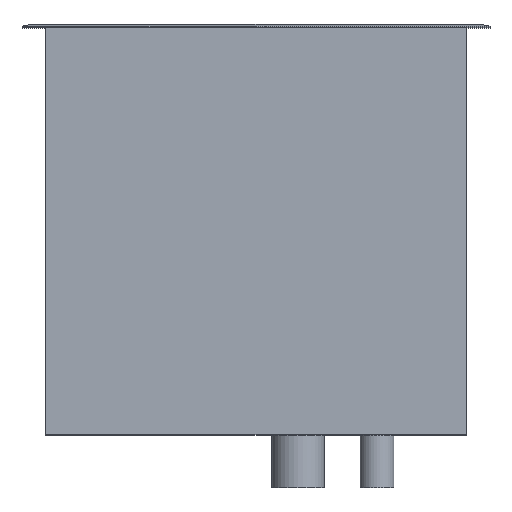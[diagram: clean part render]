
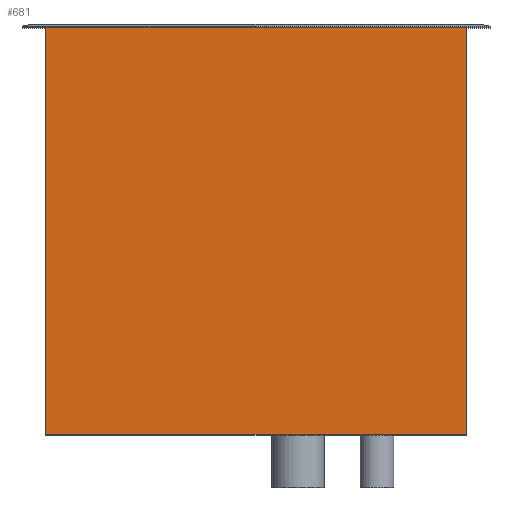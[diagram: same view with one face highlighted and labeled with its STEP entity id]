
A CAD part, top view. The second image highlights one B-rep face of the part: STEP entity #681.
In plain terms, the highlighted planar face has unit normal (0, 0, 1).
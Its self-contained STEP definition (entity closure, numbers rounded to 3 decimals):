
#55=FACE_OUTER_BOUND('',#101,.T.);
#101=EDGE_LOOP('',(#521,#522,#523,#524));
#158=LINE('',#1039,#240);
#164=LINE('',#1052,#246);
#169=LINE('',#1061,#251);
#170=LINE('',#1063,#252);
#240=VECTOR('',#841,10.);
#246=VECTOR('',#855,10.);
#251=VECTOR('',#864,10.);
#252=VECTOR('',#867,10.);
#312=VERTEX_POINT('',#1036);
#313=VERTEX_POINT('',#1038);
#316=VERTEX_POINT('',#1050);
#318=VERTEX_POINT('',#1059);
#382=EDGE_CURVE('',#312,#313,#158,.T.);
#388=EDGE_CURVE('',#316,#312,#164,.T.);
#393=EDGE_CURVE('',#318,#313,#169,.T.);
#394=EDGE_CURVE('',#316,#318,#170,.T.);
#521=ORIENTED_EDGE('',*,*,#394,.T.);
#522=ORIENTED_EDGE('',*,*,#393,.T.);
#523=ORIENTED_EDGE('',*,*,#382,.F.);
#524=ORIENTED_EDGE('',*,*,#388,.F.);
#639=PLANE('',#750);
#681=ADVANCED_FACE('',(#55),#639,.T.);
#750=AXIS2_PLACEMENT_3D('',#1062,#865,#866);
#841=DIRECTION('',(1.,0.,0.));
#855=DIRECTION('',(0.,1.,0.));
#864=DIRECTION('',(0.,1.,0.));
#865=DIRECTION('center_axis',(0.,0.,1.));
#866=DIRECTION('ref_axis',(1.,0.,0.));
#867=DIRECTION('',(1.,0.,0.));
#1036=CARTESIAN_POINT('',(-200.,387.,330.));
#1038=CARTESIAN_POINT('',(200.,387.,330.));
#1039=CARTESIAN_POINT('',(-200.,387.,330.));
#1050=CARTESIAN_POINT('',(-200.,0.,330.));
#1052=CARTESIAN_POINT('',(-200.,0.,330.));
#1059=CARTESIAN_POINT('',(200.,0.,330.));
#1061=CARTESIAN_POINT('',(200.,0.,330.));
#1062=CARTESIAN_POINT('Origin',(-200.,0.,330.));
#1063=CARTESIAN_POINT('',(-200.,0.,330.));
